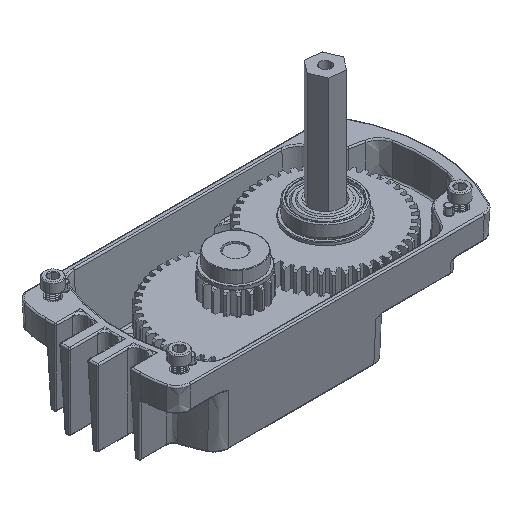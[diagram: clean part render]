
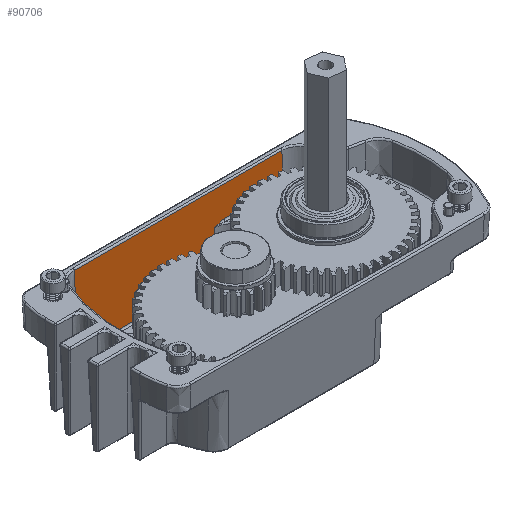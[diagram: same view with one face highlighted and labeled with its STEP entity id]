
A CAD part, isometric view. The second image highlights one B-rep face of the part: STEP entity #90706.
In plain terms, the highlighted face is planar.
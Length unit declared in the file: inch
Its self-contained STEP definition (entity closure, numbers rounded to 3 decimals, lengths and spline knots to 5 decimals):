
#687 = CARTESIAN_POINT ( 'NONE',  ( 1.3115, -0.70768, -1.10256 ) ) ;
#800 = DIRECTION ( 'NONE',  ( 0., 1., 0. ) ) ;
#1344 = CARTESIAN_POINT ( 'NONE',  ( 1.32966, -0.9831, -0.58246 ) ) ;
#3235 = EDGE_CURVE ( 'NONE', #6217, #96528, #91841, .T. ) ;
#3591 = EDGE_CURVE ( 'NONE', #96528, #65082, #60290, .T. ) ;
#4480 = EDGE_CURVE ( 'NONE', #88606, #88966, #72178, .T. ) ;
#6217 = VERTEX_POINT ( 'NONE', #50278 ) ;
#6733 = ORIENTED_EDGE ( 'NONE', *, *, #12466, .T. ) ;
#7345 = LINE ( 'NONE', #37448, #39955 ) ;
#7801 = CARTESIAN_POINT ( 'NONE',  ( 1.33006, -1.01055, -0.57089 ) ) ;
#8103 = ORIENTED_EDGE ( 'NONE', *, *, #84351, .T. ) ;
#8243 = LINE ( 'NONE', #69473, #82215 ) ;
#9148 = VECTOR ( 'NONE', #52811, 39.37008 ) ;
#9611 = CARTESIAN_POINT ( 'NONE',  ( 1.31069, -0.65121, -1.12574 ) ) ;
#10768 = CARTESIAN_POINT ( 'NONE',  ( 1.32925, -0.95571, -0.59413 ) ) ;
#11076 = VECTOR ( 'NONE', #91680, 39.37008 ) ;
#11691 = CARTESIAN_POINT ( 'NONE',  ( 1.31116, 0.9509, -1.11213 ) ) ;
#11773 = CARTESIAN_POINT ( 'NONE',  ( 1.31156, 1.49799, -1.10087 ) ) ;
#12162 = CARTESIAN_POINT ( 'NONE',  ( 1.3115, 0.98016, -1.10256 ) ) ;
#12466 = EDGE_CURVE ( 'NONE', #30467, #21858, #8243, .T. ) ;
#12650 = CARTESIAN_POINT ( 'NONE',  ( 1.31156, 1.00058, -1.10087 ) ) ;
#15241 = CARTESIAN_POINT ( 'NONE',  ( 1.32925, -0.95571, -0.59413 ) ) ;
#15616 = VECTOR ( 'NONE', #48535, 39.37008 ) ;
#17202 = CARTESIAN_POINT ( 'NONE',  ( 1.33068, -1.06742, -0.55332 ) ) ;
#17271 = ORIENTED_EDGE ( 'NONE', *, *, #94858, .T. ) ;
#17331 = CARTESIAN_POINT ( 'NONE',  ( 1.33094, -2.16742, -0.54587 ) ) ;
#17345 = LINE ( 'NONE', #33064, #89284 ) ;
#17695 = CARTESIAN_POINT ( 'NONE',  ( 1.31787, 1.50213, -0.92007 ) ) ;
#17837 = CARTESIAN_POINT ( 'NONE',  ( 1.34916, -2.17803, -0.02413 ) ) ;
#18602 = CARTESIAN_POINT ( 'NONE',  ( 1.3113, 0.96042, -1.10819 ) ) ;
#19091 = CARTESIAN_POINT ( 'NONE',  ( 1.31069, 0.92364, -1.12575 ) ) ;
#20524 = FACE_OUTER_BOUND ( 'NONE', #93111, .T. ) ;
#21858 = VERTEX_POINT ( 'NONE', #73659 ) ;
#21977 = VERTEX_POINT ( 'NONE', #36549 ) ;
#22051 = B_SPLINE_CURVE_WITH_KNOTS ( 'NONE', 3,
 ( #55664, #25057, #39400, #40842, #85385, #17695, #79416 ),
 .UNSPECIFIED., .F., .F.,
 ( 4, 3, 4 ),
 ( 0.00061, 0.0142, 0.02799 ),
 .UNSPECIFIED. ) ;
#23897 = EDGE_CURVE ( 'NONE', #81771, #30467, #61502, .T. ) ;
#24287 = ORIENTED_EDGE ( 'NONE', *, *, #23897, .T. ) ;
#24351 = VERTEX_POINT ( 'NONE', #77488 ) ;
#25057 = CARTESIAN_POINT ( 'NONE',  ( 1.34294, 1.51847, -0.20224 ) ) ;
#26541 = B_SPLINE_CURVE_WITH_KNOTS ( 'NONE', 3,
 ( #15241, #1344, #7801, #97762, #17202, #84880, #45817, #69528 ),
 .UNSPECIFIED., .F., .F.,
 ( 4, 2, 2, 4 ),
 ( -0.00002, 0.00225, 0.00339, 0.00452 ),
 .UNSPECIFIED. ) ;
#27866 = ORIENTED_EDGE ( 'NONE', *, *, #3235, .T. ) ;
#30467 = VERTEX_POINT ( 'NONE', #17837 ) ;
#32299 = B_SPLINE_CURVE_WITH_KNOTS ( 'NONE', 3,
 ( #53045, #77298, #9611, #83246, #45646, #687, #60966, #91140 ),
 .UNSPECIFIED., .F., .F.,
 ( 4, 2, 2, 4 ),
 ( -0.00001, 0.00155, 0.00232, 0.0031 ),
 .UNSPECIFIED. ) ;
#33064 = CARTESIAN_POINT ( 'NONE',  ( 1.31156, -0.82631, -1.10087 ) ) ;
#33133 = EDGE_CURVE ( 'NONE', #63296, #93770, #7345, .T. ) ;
#33248 = LINE ( 'NONE', #62445, #15616 ) ;
#36378 = EDGE_CURVE ( 'NONE', #43277, #88606, #17345, .T. ) ;
#36549 = CARTESIAN_POINT ( 'NONE',  ( 1.30987, 0.89011, -1.14913 ) ) ;
#37448 = CARTESIAN_POINT ( 'NONE',  ( 1.31156, -0.82631, -1.10087 ) ) ;
#39400 = CARTESIAN_POINT ( 'NONE',  ( 1.33672, 1.51443, -0.38036 ) ) ;
#39755 = EDGE_CURVE ( 'NONE', #65082, #43277, #32299, .T. ) ;
#39955 = VECTOR ( 'NONE', #89413, 39.37008 ) ;
#40033 = CARTESIAN_POINT ( 'NONE',  ( 1.31156, -0.72809, -1.10087 ) ) ;
#40842 = CARTESIAN_POINT ( 'NONE',  ( 1.3305, 1.51037, -0.55847 ) ) ;
#41852 = AXIS2_PLACEMENT_3D ( 'NONE', #65456, #88726, #80327 ) ;
#42111 = B_SPLINE_CURVE_WITH_KNOTS ( 'NONE', 3,
 ( #12650, #42241, #12162, #18602, #11691, #19091, #48683, #49175 ),
 .UNSPECIFIED., .F., .F.,
 ( 4, 2, 2, 4 ),
 ( 0., 0.00078, 0.00156, 0.00311 ),
 .UNSPECIFIED. ) ;
#42241 = CARTESIAN_POINT ( 'NONE',  ( 1.31156, 0.99023, -1.10087 ) ) ;
#43277 = VERTEX_POINT ( 'NONE', #40033 ) ;
#43708 = VECTOR ( 'NONE', #78346, 39.37008 ) ;
#45026 = EDGE_CURVE ( 'NONE', #24351, #81771, #48159, .T. ) ;
#45646 = CARTESIAN_POINT ( 'NONE',  ( 1.3113, -0.68796, -1.10819 ) ) ;
#45817 = CARTESIAN_POINT ( 'NONE',  ( 1.33094, -1.11112, -0.54587 ) ) ;
#47486 = DIRECTION ( 'NONE',  ( 0.035, -0.016, 0.999 ) ) ;
#47623 = CARTESIAN_POINT ( 'NONE',  ( 1.35012, -2.17859, 0.00354 ) ) ;
#48159 = LINE ( 'NONE', #64949, #94801 ) ;
#48535 = DIRECTION ( 'NONE',  ( -0.035, -0.085, -0.996 ) ) ;
#48683 = CARTESIAN_POINT ( 'NONE',  ( 1.31028, 0.90681, -1.13739 ) ) ;
#48807 = ORIENTED_EDGE ( 'NONE', *, *, #45026, .T. ) ;
#49175 = CARTESIAN_POINT ( 'NONE',  ( 1.30987, 0.89011, -1.14913 ) ) ;
#50105 = PLANE ( 'NONE',  #41852 ) ;
#50278 = CARTESIAN_POINT ( 'NONE',  ( 1.30492, 0.87803, -1.29087 ) ) ;
#51849 = ORIENTED_EDGE ( 'NONE', *, *, #4480, .T. ) ;
#52811 = DIRECTION ( 'NONE',  ( 0.035, -0.07, 0.997 ) ) ;
#53045 = CARTESIAN_POINT ( 'NONE',  ( 1.30987, -0.61772, -1.14913 ) ) ;
#54194 = ORIENTED_EDGE ( 'NONE', *, *, #65021, .T. ) ;
#54221 = ORIENTED_EDGE ( 'NONE', *, *, #77703, .T. ) ;
#55664 = CARTESIAN_POINT ( 'NONE',  ( 1.34916, 1.5225, -0.02413 ) ) ;
#60290 = LINE ( 'NONE', #90464, #9148 ) ;
#60966 = CARTESIAN_POINT ( 'NONE',  ( 1.31156, -0.71774, -1.10087 ) ) ;
#61502 = LINE ( 'NONE', #47623, #11076 ) ;
#62348 = CARTESIAN_POINT ( 'NONE',  ( 1.33017, -0.95614, -0.56779 ) ) ;
#62445 = CARTESIAN_POINT ( 'NONE',  ( 1.30498, 0.87817, -1.28924 ) ) ;
#62940 = VECTOR ( 'NONE', #47486, 39.37008 ) ;
#63296 = VERTEX_POINT ( 'NONE', #11773 ) ;
#64949 = CARTESIAN_POINT ( 'NONE',  ( 1.33094, -0.82631, -0.54587 ) ) ;
#65021 = EDGE_CURVE ( 'NONE', #21977, #6217, #33248, .T. ) ;
#65082 = VERTEX_POINT ( 'NONE', #73759 ) ;
#65456 = CARTESIAN_POINT ( 'NONE',  ( 1.35, -0.82631, 0. ) ) ;
#65754 = CARTESIAN_POINT ( 'NONE',  ( 1.30492, -0.60779, -1.29087 ) ) ;
#69473 = CARTESIAN_POINT ( 'NONE',  ( 1.34916, -0.82631, -0.02413 ) ) ;
#69528 = CARTESIAN_POINT ( 'NONE',  ( 1.33094, -1.12611, -0.54587 ) ) ;
#72178 = LINE ( 'NONE', #62348, #62940 ) ;
#73659 = CARTESIAN_POINT ( 'NONE',  ( 1.34916, 1.5225, -0.02413 ) ) ;
#73759 = CARTESIAN_POINT ( 'NONE',  ( 1.30987, -0.61772, -1.14913 ) ) ;
#75372 = ORIENTED_EDGE ( 'NONE', *, *, #36378, .T. ) ;
#77298 = CARTESIAN_POINT ( 'NONE',  ( 1.31028, -0.63441, -1.13738 ) ) ;
#77488 = CARTESIAN_POINT ( 'NONE',  ( 1.33094, -1.12611, -0.54587 ) ) ;
#77552 = ORIENTED_EDGE ( 'NONE', *, *, #39755, .T. ) ;
#77703 = EDGE_CURVE ( 'NONE', #88966, #24351, #26541, .T. ) ;
#78346 = DIRECTION ( 'NONE',  ( 0., -1., 0. ) ) ;
#79416 = CARTESIAN_POINT ( 'NONE',  ( 1.31156, 1.49799, -1.10087 ) ) ;
#80327 = DIRECTION ( 'NONE',  ( 0.035, 0., 0.999 ) ) ;
#81771 = VERTEX_POINT ( 'NONE', #17331 ) ;
#82215 = VECTOR ( 'NONE', #800, 39.37008 ) ;
#83246 = CARTESIAN_POINT ( 'NONE',  ( 1.31116, -0.67845, -1.11212 ) ) ;
#84351 = EDGE_CURVE ( 'NONE', #21858, #63296, #22051, .T. ) ;
#84880 = CARTESIAN_POINT ( 'NONE',  ( 1.33088, -1.09644, -0.54766 ) ) ;
#85385 = CARTESIAN_POINT ( 'NONE',  ( 1.32418, 1.50626, -0.73927 ) ) ;
#88606 = VERTEX_POINT ( 'NONE', #92900 ) ;
#88726 = DIRECTION ( 'NONE',  ( -0.999, 0., 0.035 ) ) ;
#88910 = DIRECTION ( 'NONE',  ( 0., -1., 0. ) ) ;
#88966 = VERTEX_POINT ( 'NONE', #10768 ) ;
#89284 = VECTOR ( 'NONE', #88910, 39.37008 ) ;
#89413 = DIRECTION ( 'NONE',  ( 0., -1., 0. ) ) ;
#90001 = ORIENTED_EDGE ( 'NONE', *, *, #3591, .T. ) ;
#90464 = CARTESIAN_POINT ( 'NONE',  ( 1.35031, -0.69881, 0.00892 ) ) ;
#90706 = ADVANCED_FACE ( 'NONE', ( #20524 ), #50105, .T. ) ;
#91140 = CARTESIAN_POINT ( 'NONE',  ( 1.31156, -0.72809, -1.10087 ) ) ;
#91680 = DIRECTION ( 'NONE',  ( 0.035, -0.02, 0.999 ) ) ;
#91763 = CARTESIAN_POINT ( 'NONE',  ( 1.31156, 1.00058, -1.10087 ) ) ;
#91841 = LINE ( 'NONE', #95130, #43708 ) ;
#92900 = CARTESIAN_POINT ( 'NONE',  ( 1.31156, -0.94758, -1.10087 ) ) ;
#93111 = EDGE_LOOP ( 'NONE', ( #90001, #77552, #75372, #51849, #54221, #48807, #24287, #6733, #8103, #94131, #17271, #54194, #27866 ) ) ;
#93198 = DIRECTION ( 'NONE',  ( 0., -1., 0. ) ) ;
#93770 = VERTEX_POINT ( 'NONE', #91763 ) ;
#94131 = ORIENTED_EDGE ( 'NONE', *, *, #33133, .T. ) ;
#94801 = VECTOR ( 'NONE', #93198, 39.37008 ) ;
#94858 = EDGE_CURVE ( 'NONE', #93770, #21977, #42111, .T. ) ;
#95130 = CARTESIAN_POINT ( 'NONE',  ( 1.30492, -0.6061, -1.29087 ) ) ;
#96528 = VERTEX_POINT ( 'NONE', #65754 ) ;
#97762 = CARTESIAN_POINT ( 'NONE',  ( 1.33054, -1.05305, -0.55724 ) ) ;
